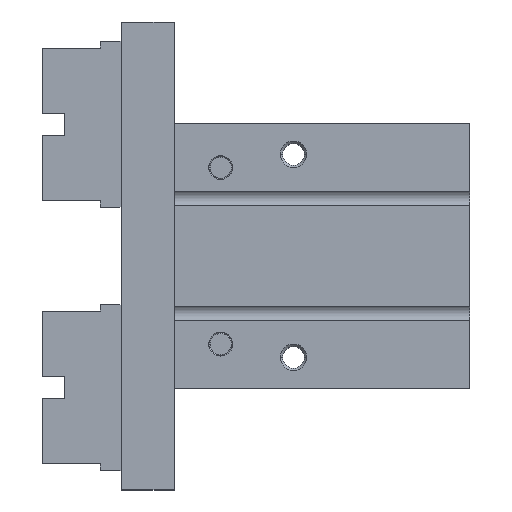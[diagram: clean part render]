
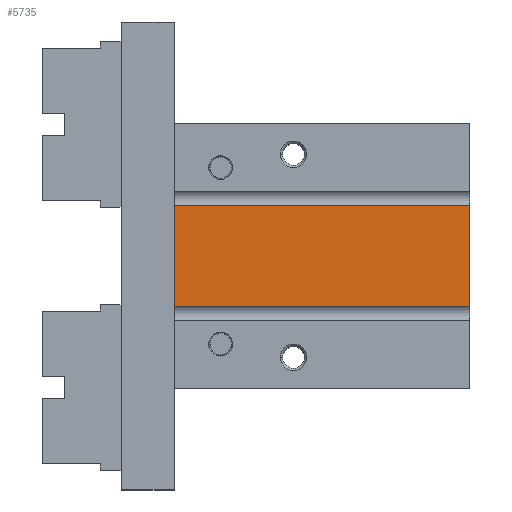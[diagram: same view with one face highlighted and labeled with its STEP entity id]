
A CAD part, top view. The second image highlights one B-rep face of the part: STEP entity #5735.
In plain terms, the highlighted planar face has unit normal (0, 0, 1).
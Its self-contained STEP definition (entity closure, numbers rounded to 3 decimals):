
#127 = CARTESIAN_POINT ( 'NONE',  ( -67., 11.45, 19.7 ) ) ;
#289 = VERTEX_POINT ( 'NONE', #6672 ) ;
#368 = DIRECTION ( 'NONE',  ( 1., 0., 0. ) ) ;
#1110 = DIRECTION ( 'NONE',  ( 0., 0., 1. ) ) ;
#1390 = ORIENTED_EDGE ( 'NONE', *, *, #3760, .T. ) ;
#1892 = LINE ( 'NONE', #127, #6463 ) ;
#1897 = VECTOR ( 'NONE', #5461, 1000. ) ;
#2090 = ORIENTED_EDGE ( 'NONE', *, *, #4020, .F. ) ;
#2320 = VERTEX_POINT ( 'NONE', #4904 ) ;
#2491 = ORIENTED_EDGE ( 'NONE', *, *, #5801, .F. ) ;
#2715 = CARTESIAN_POINT ( 'NONE',  ( -67., 11.45, 19.7 ) ) ;
#2798 = EDGE_LOOP ( 'NONE', ( #2491, #2090, #1390, #4799 ) ) ;
#3090 = VERTEX_POINT ( 'NONE', #5360 ) ;
#3191 = VECTOR ( 'NONE', #368, 1000. ) ;
#3230 = CARTESIAN_POINT ( 'NONE',  ( -67., 11.45, 19.7 ) ) ;
#3271 = EDGE_CURVE ( 'NONE', #3090, #2320, #6468, .T. ) ;
#3370 = LINE ( 'NONE', #2715, #3191 ) ;
#3469 = CARTESIAN_POINT ( 'NONE',  ( -67., 11.45, 19.7 ) ) ;
#3760 = EDGE_CURVE ( 'NONE', #4517, #3090, #1892, .T. ) ;
#4020 = EDGE_CURVE ( 'NONE', #4517, #289, #3370, .T. ) ;
#4036 = DIRECTION ( 'NONE',  ( 0., -1., 0. ) ) ;
#4072 = PLANE ( 'NONE',  #6075 ) ;
#4275 = DIRECTION ( 'NONE',  ( 0., -1., 0. ) ) ;
#4517 = VERTEX_POINT ( 'NONE', #3230 ) ;
#4531 = VECTOR ( 'NONE', #4036, 1000. ) ;
#4799 = ORIENTED_EDGE ( 'NONE', *, *, #3271, .T. ) ;
#4904 = CARTESIAN_POINT ( 'NONE',  ( 0., -11.45, 19.7 ) ) ;
#5101 = FACE_OUTER_BOUND ( 'NONE', #2798, .T. ) ;
#5278 = DIRECTION ( 'NONE',  ( 1., 0., 0. ) ) ;
#5360 = CARTESIAN_POINT ( 'NONE',  ( -67., -11.45, 19.7 ) ) ;
#5461 = DIRECTION ( 'NONE',  ( 1., 0., 0. ) ) ;
#5735 = ADVANCED_FACE ( 'NONE', ( #5101 ), #4072, .T. ) ;
#5801 = EDGE_CURVE ( 'NONE', #289, #2320, #6121, .T. ) ;
#6075 = AXIS2_PLACEMENT_3D ( 'NONE', #3469, #1110, #5278 ) ;
#6085 = CARTESIAN_POINT ( 'NONE',  ( -67., -11.45, 19.7 ) ) ;
#6121 = LINE ( 'NONE', #7123, #4531 ) ;
#6463 = VECTOR ( 'NONE', #4275, 1000. ) ;
#6468 = LINE ( 'NONE', #6085, #1897 ) ;
#6672 = CARTESIAN_POINT ( 'NONE',  ( 0., 11.45, 19.7 ) ) ;
#7123 = CARTESIAN_POINT ( 'NONE',  ( 0., 11.45, 19.7 ) ) ;
